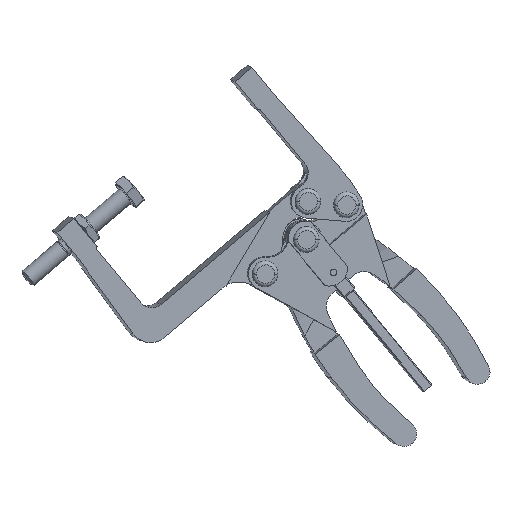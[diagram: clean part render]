
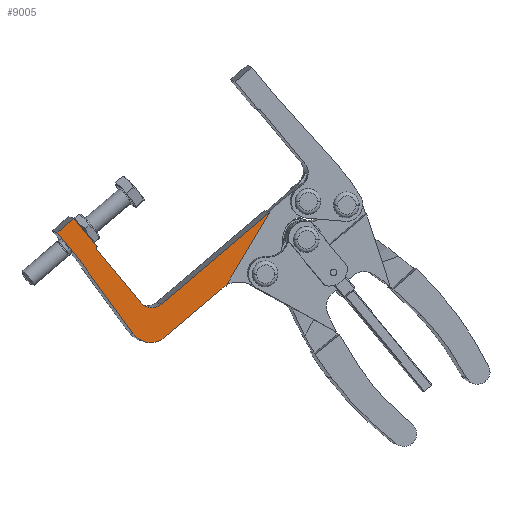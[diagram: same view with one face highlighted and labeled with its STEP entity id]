
A CAD part, top view. The second image highlights one B-rep face of the part: STEP entity #9005.
In plain terms, the highlighted planar face has unit normal (0.164, -0.069, 0.984).
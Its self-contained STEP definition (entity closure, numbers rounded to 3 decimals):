
#8551=AXIS2_PLACEMENT_3D('Circle Axis2P3D',#8549,#8550,$) ;
#8867=AXIS2_PLACEMENT_3D('Plane Axis2P3D',#8864,#8865,#8866) ;
#8978=AXIS2_PLACEMENT_3D('Circle Axis2P3D',#8976,#8977,$) ;
#8985=AXIS2_PLACEMENT_3D('Circle Axis2P3D',#8983,#8984,$) ;
#8546=CARTESIAN_POINT('Vertex',(175.256,110.502,20.409)) ;
#8549=CARTESIAN_POINT('Axis2P3D Location',(182.576,96.906,18.246)) ;
#8553=CARTESIAN_POINT('Vertex',(172.908,108.893,20.687)) ;
#8845=CARTESIAN_POINT('Line Origine',(157.439,95.77,22.343)) ;
#8849=CARTESIAN_POINT('Vertex',(141.97,82.647,24.)) ;
#8864=CARTESIAN_POINT('Axis2P3D Location',(111.78,163.217,34.626)) ;
#8869=CARTESIAN_POINT('Line Origine',(187.108,130.459,19.83)) ;
#8873=CARTESIAN_POINT('Vertex',(198.961,150.417,19.251)) ;
#8876=CARTESIAN_POINT('Line Origine',(169.601,125.51,22.394)) ;
#8880=CARTESIAN_POINT('Vertex',(140.241,100.604,25.537)) ;
#8884=CARTESIAN_POINT('Control Point',(134.467,98.74,26.367)) ;
#8885=CARTESIAN_POINT('Control Point',(134.866,98.707,26.298)) ;
#8886=CARTESIAN_POINT('Control Point',(135.268,98.699,26.231)) ;
#8887=CARTESIAN_POINT('Control Point',(135.669,98.717,26.165)) ;
#8888=CARTESIAN_POINT('Control Point',(136.887,98.85,25.972)) ;
#8889=CARTESIAN_POINT('Control Point',(138.067,99.218,25.802)) ;
#8890=CARTESIAN_POINT('Control Point',(138.825,99.569,25.7)) ;
#8891=CARTESIAN_POINT('Control Point',(139.546,100.024,25.612)) ;
#8892=CARTESIAN_POINT('Control Point',(140.197,100.567,25.542)) ;
#8893=CARTESIAN_POINT('Control Point',(140.212,100.579,25.54)) ;
#8894=CARTESIAN_POINT('Control Point',(140.226,100.591,25.539)) ;
#8895=CARTESIAN_POINT('Control Point',(140.241,100.604,25.537)) ;
#8896=CARTESIAN_POINT('Vertex',(134.467,98.74,26.367)) ;
#8900=CARTESIAN_POINT('Control Point',(129.129,101.536,27.448)) ;
#8901=CARTESIAN_POINT('Control Point',(129.651,100.903,27.317)) ;
#8902=CARTESIAN_POINT('Control Point',(130.256,100.34,27.178)) ;
#8903=CARTESIAN_POINT('Control Point',(130.932,99.86,27.032)) ;
#8904=CARTESIAN_POINT('Control Point',(132.035,99.279,26.808)) ;
#8905=CARTESIAN_POINT('Control Point',(133.225,98.929,26.586)) ;
#8906=CARTESIAN_POINT('Control Point',(133.635,98.838,26.512)) ;
#8907=CARTESIAN_POINT('Control Point',(134.05,98.775,26.438)) ;
#8908=CARTESIAN_POINT('Control Point',(134.467,98.74,26.367)) ;
#8909=CARTESIAN_POINT('Vertex',(129.129,101.536,27.448)) ;
#8912=CARTESIAN_POINT('Line Origine',(117.178,116.001,30.441)) ;
#8916=CARTESIAN_POINT('Vertex',(105.228,130.466,33.434)) ;
#8920=CARTESIAN_POINT('Control Point',(105.006,131.193,33.521)) ;
#8921=CARTESIAN_POINT('Control Point',(105.002,131.154,33.519)) ;
#8922=CARTESIAN_POINT('Control Point',(105.,131.115,33.517)) ;
#8923=CARTESIAN_POINT('Control Point',(105.,131.076,33.514)) ;
#8924=CARTESIAN_POINT('Control Point',(105.007,130.94,33.503)) ;
#8925=CARTESIAN_POINT('Control Point',(105.037,130.806,33.489)) ;
#8926=CARTESIAN_POINT('Control Point',(105.07,130.714,33.477)) ;
#8927=CARTESIAN_POINT('Control Point',(105.123,130.608,33.461)) ;
#8928=CARTESIAN_POINT('Control Point',(105.191,130.513,33.443)) ;
#8929=CARTESIAN_POINT('Control Point',(105.203,130.497,33.44)) ;
#8930=CARTESIAN_POINT('Control Point',(105.215,130.481,33.437)) ;
#8931=CARTESIAN_POINT('Control Point',(105.228,130.466,33.434)) ;
#8932=CARTESIAN_POINT('Vertex',(105.006,131.193,33.521)) ;
#8936=CARTESIAN_POINT('Control Point',(105.359,131.872,33.51)) ;
#8937=CARTESIAN_POINT('Control Point',(105.284,131.808,33.518)) ;
#8938=CARTESIAN_POINT('Control Point',(105.217,131.736,33.524)) ;
#8939=CARTESIAN_POINT('Control Point',(105.16,131.656,33.528)) ;
#8940=CARTESIAN_POINT('Control Point',(105.083,131.517,33.531)) ;
#8941=CARTESIAN_POINT('Control Point',(105.035,131.367,33.529)) ;
#8942=CARTESIAN_POINT('Control Point',(105.021,131.31,33.527)) ;
#8943=CARTESIAN_POINT('Control Point',(105.011,131.251,33.525)) ;
#8944=CARTESIAN_POINT('Control Point',(105.006,131.193,33.521)) ;
#8945=CARTESIAN_POINT('Vertex',(105.359,131.872,33.51)) ;
#8948=CARTESIAN_POINT('Line Origine',(99.069,139.485,35.085)) ;
#8952=CARTESIAN_POINT('Vertex',(92.779,147.098,36.66)) ;
#8955=CARTESIAN_POINT('Line Origine',(88.219,143.229,37.148)) ;
#8959=CARTESIAN_POINT('Vertex',(83.659,139.361,37.637)) ;
#8962=CARTESIAN_POINT('Line Origine',(89.949,131.748,36.061)) ;
#8966=CARTESIAN_POINT('Vertex',(96.238,124.134,34.486)) ;
#8969=CARTESIAN_POINT('Line Origine',(110.541,104.386,30.735)) ;
#8973=CARTESIAN_POINT('Vertex',(124.844,84.638,26.983)) ;
#8976=CARTESIAN_POINT('Axis2P3D Location',(134.422,91.783,25.89)) ;
#8980=CARTESIAN_POINT('Vertex',(132.939,79.889,25.308)) ;
#8983=CARTESIAN_POINT('Axis2P3D Location',(134.422,91.783,25.89)) ;
#8550=DIRECTION('Axis2P3D Direction',(0.164,-0.069,0.984)) ;
#8846=DIRECTION('Vector Direction',(-0.76,-0.645,0.081)) ;
#8865=DIRECTION('Axis2P3D Direction',(-0.164,0.069,-0.984)) ;
#8866=DIRECTION('Axis2P3D XDirection',(-0.76,-0.645,0.081)) ;
#8870=DIRECTION('Vector Direction',(0.51,0.86,-0.025)) ;
#8877=DIRECTION('Vector Direction',(0.76,0.645,-0.081)) ;
#8913=DIRECTION('Vector Direction',(0.629,-0.761,-0.158)) ;
#8949=DIRECTION('Vector Direction',(0.629,-0.761,-0.158)) ;
#8956=DIRECTION('Vector Direction',(0.76,0.645,-0.081)) ;
#8963=DIRECTION('Vector Direction',(-0.629,0.761,0.158)) ;
#8970=DIRECTION('Vector Direction',(-0.58,0.8,0.152)) ;
#8977=DIRECTION('Axis2P3D Direction',(-0.164,0.069,-0.984)) ;
#8984=DIRECTION('Axis2P3D Direction',(-0.164,0.069,-0.984)) ;
#8847=VECTOR('Line Direction',#8846,1.) ;
#8871=VECTOR('Line Direction',#8870,1.) ;
#8878=VECTOR('Line Direction',#8877,1.) ;
#8914=VECTOR('Line Direction',#8913,1.) ;
#8950=VECTOR('Line Direction',#8949,1.) ;
#8957=VECTOR('Line Direction',#8956,1.) ;
#8964=VECTOR('Line Direction',#8963,1.) ;
#8971=VECTOR('Line Direction',#8970,1.) ;
#8989=ORIENTED_EDGE('',*,*,#8851,.F.) ;
#8990=ORIENTED_EDGE('',*,*,#8555,.F.) ;
#8991=ORIENTED_EDGE('',*,*,#8875,.T.) ;
#8992=ORIENTED_EDGE('',*,*,#8882,.F.) ;
#8993=ORIENTED_EDGE('',*,*,#8898,.F.) ;
#8994=ORIENTED_EDGE('',*,*,#8911,.F.) ;
#8995=ORIENTED_EDGE('',*,*,#8918,.F.) ;
#8996=ORIENTED_EDGE('',*,*,#8934,.F.) ;
#8997=ORIENTED_EDGE('',*,*,#8947,.F.) ;
#8998=ORIENTED_EDGE('',*,*,#8954,.F.) ;
#8999=ORIENTED_EDGE('',*,*,#8961,.F.) ;
#9000=ORIENTED_EDGE('',*,*,#8968,.F.) ;
#9001=ORIENTED_EDGE('',*,*,#8975,.F.) ;
#9002=ORIENTED_EDGE('',*,*,#8982,.F.) ;
#9003=ORIENTED_EDGE('',*,*,#8987,.F.) ;
#9005=ADVANCED_FACE('SPANNZANGE_TS_G_545_JW112_357912',(#9004),#8868,.F.) ;
#8883=B_SPLINE_CURVE_WITH_KNOTS('',5,(#8884,#8885,#8886,#8887,#8888,#8889,#8890,#8891,#8892,#8893,#8894,#8895),.UNSPECIFIED.,.F.,.U.,(6,3,3,6),(8.886,11.757,17.636,17.771),.UNSPECIFIED.) ;
#8899=B_SPLINE_CURVE_WITH_KNOTS('',5,(#8900,#8901,#8902,#8903,#8904,#8905,#8906,#8907,#8908),.UNSPECIFIED.,.F.,.U.,(6,3,6),(0.,5.879,8.886),.UNSPECIFIED.) ;
#8919=B_SPLINE_CURVE_WITH_KNOTS('',5,(#8920,#8921,#8922,#8923,#8924,#8925,#8926,#8927,#8928,#8929,#8930,#8931),.UNSPECIFIED.,.F.,.U.,(6,3,3,6),(1.111,1.386,2.078,2.221),.UNSPECIFIED.) ;
#8935=B_SPLINE_CURVE_WITH_KNOTS('',5,(#8936,#8937,#8938,#8939,#8940,#8941,#8942,#8943,#8944),.UNSPECIFIED.,.F.,.U.,(6,3,6),(0.,0.693,1.111),.UNSPECIFIED.) ;
#8552=CIRCLE('generated circle',#8551,15.592) ;
#8979=CIRCLE('generated circle',#8978,12.) ;
#8986=CIRCLE('generated circle',#8985,12.) ;
#8555=EDGE_CURVE('',#8547,#8554,#8552,.T.) ;
#8851=EDGE_CURVE('',#8554,#8850,#8848,.T.) ;
#8875=EDGE_CURVE('',#8547,#8874,#8872,.T.) ;
#8882=EDGE_CURVE('',#8881,#8874,#8879,.T.) ;
#8898=EDGE_CURVE('',#8897,#8881,#8883,.T.) ;
#8911=EDGE_CURVE('',#8910,#8897,#8899,.T.) ;
#8918=EDGE_CURVE('',#8917,#8910,#8915,.T.) ;
#8934=EDGE_CURVE('',#8933,#8917,#8919,.T.) ;
#8947=EDGE_CURVE('',#8946,#8933,#8935,.T.) ;
#8954=EDGE_CURVE('',#8953,#8946,#8951,.T.) ;
#8961=EDGE_CURVE('',#8960,#8953,#8958,.T.) ;
#8968=EDGE_CURVE('',#8967,#8960,#8965,.T.) ;
#8975=EDGE_CURVE('',#8974,#8967,#8972,.T.) ;
#8982=EDGE_CURVE('',#8981,#8974,#8979,.T.) ;
#8987=EDGE_CURVE('',#8850,#8981,#8986,.T.) ;
#8988=EDGE_LOOP('',(#8989,#8990,#8991,#8992,#8993,#8994,#8995,#8996,#8997,#8998,#8999,#9000,#9001,#9002,#9003)) ;
#9004=FACE_OUTER_BOUND('',#8988,.T.) ;
#8848=LINE('Line',#8845,#8847) ;
#8872=LINE('Line',#8869,#8871) ;
#8879=LINE('Line',#8876,#8878) ;
#8915=LINE('Line',#8912,#8914) ;
#8951=LINE('Line',#8948,#8950) ;
#8958=LINE('Line',#8955,#8957) ;
#8965=LINE('Line',#8962,#8964) ;
#8972=LINE('Line',#8969,#8971) ;
#8868=PLANE('Plane',#8867) ;
#8547=VERTEX_POINT('',#8546) ;
#8554=VERTEX_POINT('',#8553) ;
#8850=VERTEX_POINT('',#8849) ;
#8874=VERTEX_POINT('',#8873) ;
#8881=VERTEX_POINT('',#8880) ;
#8897=VERTEX_POINT('',#8896) ;
#8910=VERTEX_POINT('',#8909) ;
#8917=VERTEX_POINT('',#8916) ;
#8933=VERTEX_POINT('',#8932) ;
#8946=VERTEX_POINT('',#8945) ;
#8953=VERTEX_POINT('',#8952) ;
#8960=VERTEX_POINT('',#8959) ;
#8967=VERTEX_POINT('',#8966) ;
#8974=VERTEX_POINT('',#8973) ;
#8981=VERTEX_POINT('',#8980) ;
